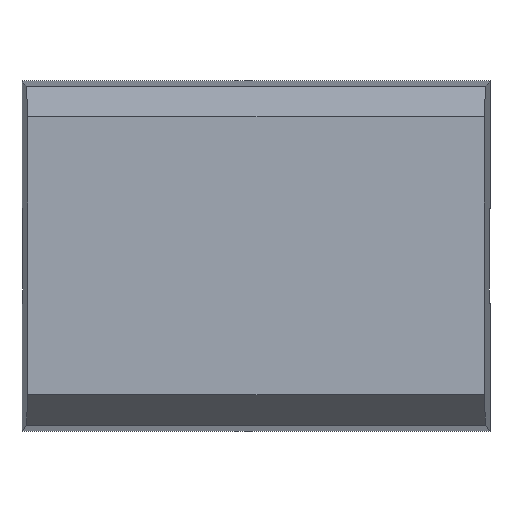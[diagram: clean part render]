
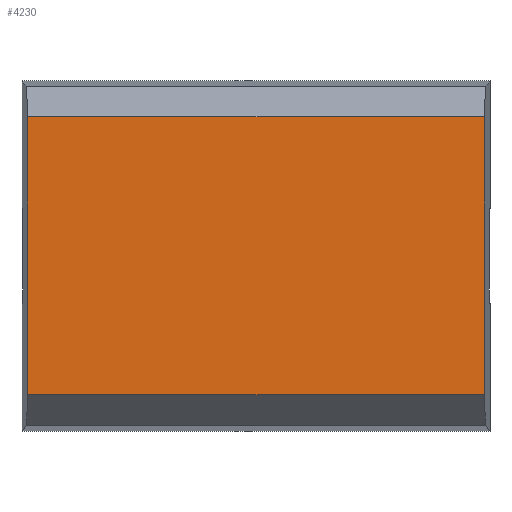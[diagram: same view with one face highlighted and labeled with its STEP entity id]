
A CAD part, top view. The second image highlights one B-rep face of the part: STEP entity #4230.
In plain terms, the highlighted face is planar.
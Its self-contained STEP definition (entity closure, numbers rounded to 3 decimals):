
#1470=CARTESIAN_POINT('',(15.245,92.049,0.));
#1480=DIRECTION('',(0.,0.,1.));
#1490=VECTOR('',#1480,1.);
#1500=LINE('',#1470,#1490);
#1510=CARTESIAN_POINT('',(15.245,92.049,-193.426))
;
#1520=VERTEX_POINT('',#1510);
#1530=CARTESIAN_POINT('',(15.245,92.049,0.426))
;
#1540=VERTEX_POINT('',#1530);
#1550=EDGE_CURVE('',#1520,#1540,#1500,.T.);
#3110=CARTESIAN_POINT('',(133.399,92.049,-193.426))
;
#3120=VERTEX_POINT('',#3110);
#3150=CARTESIAN_POINT('',(0.,92.049,-193.426));
#3160=DIRECTION('',(-1.,0.,0.));
#3170=VECTOR('',#3160,1.);
#3180=LINE('',#3150,#3170);
#3190=EDGE_CURVE('',#3120,#1520,#3180,.T.);
#3860=CARTESIAN_POINT('',(133.399,92.049,0.426));
#3870=VERTEX_POINT('',#3860);
#3900=CARTESIAN_POINT('',(133.399,92.049,0.));
#3910=DIRECTION('',(0.,0.,1.));
#3920=VECTOR('',#3910,1.);
#3930=LINE('',#3900,#3920);
#3940=EDGE_CURVE('',#3120,#3870,#3930,.T.);
#4070=CARTESIAN_POINT('',(87.78,92.049,-80.742));
#4080=DIRECTION('',(0.,-1.,-0.));
#4090=DIRECTION('',(-1.,0.,0.));
#4100=AXIS2_PLACEMENT_3D('',#4070,#4080,#4090);
#4110=PLANE('',#4100);
#4120=ORIENTED_EDGE('',*,*,#3190,.T.);
#4130=ORIENTED_EDGE('',*,*,#3940,.F.);
#4140=CARTESIAN_POINT('',(0.,92.049,0.426));
#4150=DIRECTION('',(-1.,0.,0.));
#4160=VECTOR('',#4150,1.);
#4170=LINE('',#4140,#4160);
#4180=EDGE_CURVE('',#3870,#1540,#4170,.T.);
#4190=ORIENTED_EDGE('',*,*,#4180,.F.);
#4200=ORIENTED_EDGE('',*,*,#1550,.T.);
#4210=EDGE_LOOP('',(#4200,#4190,#4130,#4120));
#4220=FACE_OUTER_BOUND('',#4210,.T.);
#4230=ADVANCED_FACE('',(#4220),#4110,.F.);
